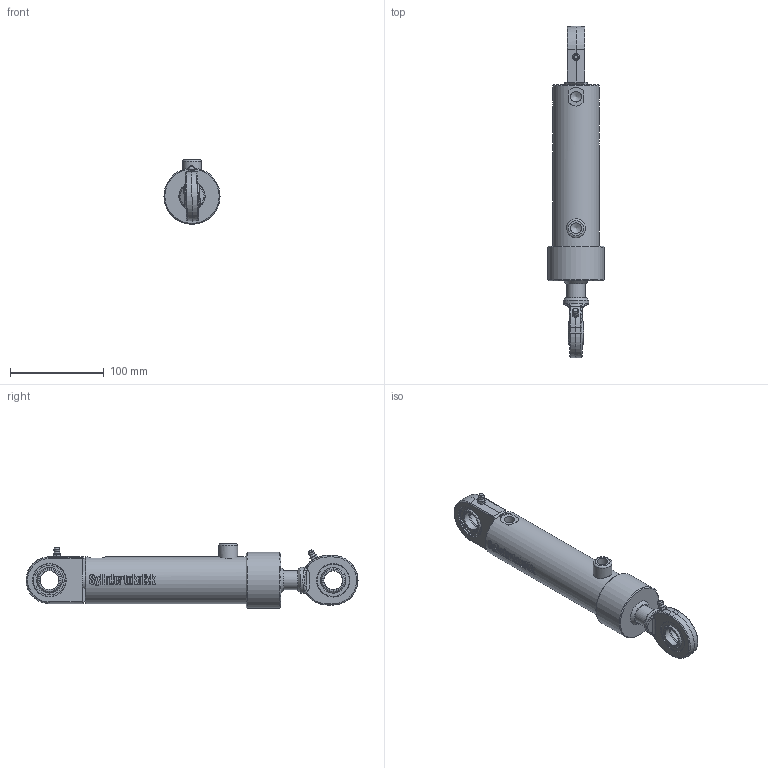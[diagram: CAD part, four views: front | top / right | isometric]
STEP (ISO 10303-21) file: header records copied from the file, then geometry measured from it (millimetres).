
FILE_DESCRIPTION((''),'2;1');
FILE_NAME('DVL40_20.stp','2010-01-22T10:37:58',('tribel'),(''),'Autodesk Inventor 2009','Autodesk Inventor 2009','');
FILE_SCHEMA(('AUTOMOTIVE_DESIGN { 1 0 10303 214 1 1 1 1 }'));
Length unit declared in the file: millimetre
Products named in the file (6): DVL40_20; DVL40_20_body; DVL40_20_stang; DVL40_20_Parameters; K-WS20C; K-WS20N
Assembly tree (5 placements, depth 2):
  DVL40_20
    DVL40_20_body
    DVL40_20_stang
    DVL40_20_Parameters
    K-WS20C
    K-WS20N
Bounding box: 60 x 354.5 x 69 mm (x, y, z)
Volume: 390047 mm3; surface area: 105286.2 mm2
Topology: 4 solids, 5 shells, 804 faces, 2090 edges, 1350 vertices
Faces by surface type: plane 394, bspline 175, cylinder 126, cone 81, torus 21, sphere 7
Full cylindrical faces by diameter (mm): 1.714 x4, 2 x4, 3 x2, 5.5 x2, 5.6 x2, 6 x1, 20 x7, 24 x1, 27.5 x1, 35 x6, 36 x2, 40 x2, 50 x1, 60 x1
Entity records: 56425 total; most frequent: CARTESIAN_POINT 38750, ORIENTED_EDGE 3872, DIRECTION 2997, EDGE_CURVE 1938, VERTEX_POINT 1301, AXIS2_PLACEMENT_3D 1093, EDGE_LOOP 988, VECTOR 811
